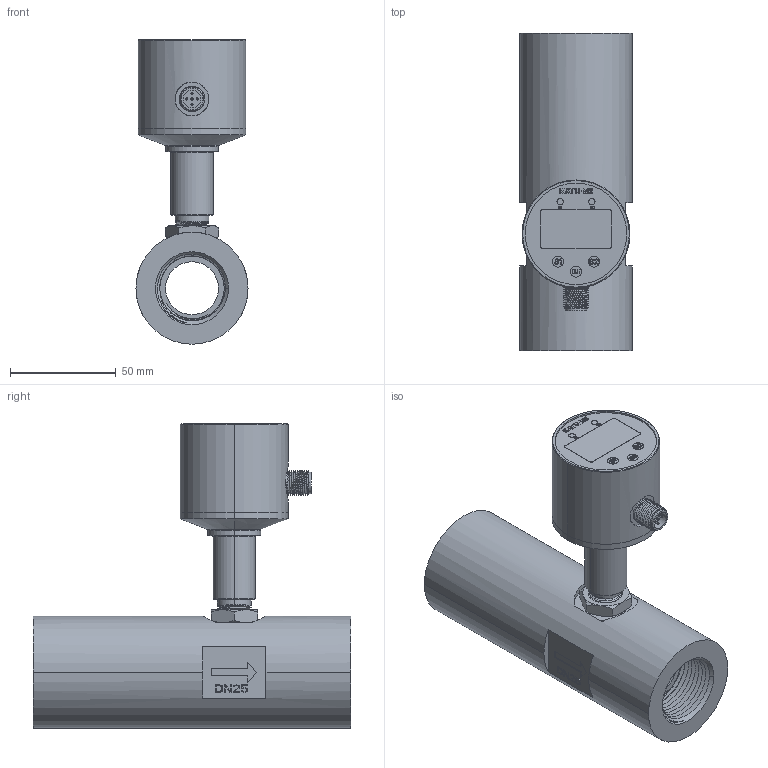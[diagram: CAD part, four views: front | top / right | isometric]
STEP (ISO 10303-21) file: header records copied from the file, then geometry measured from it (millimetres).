
FILE_DESCRIPTION (( 'STEP AP214' ), '1' );
FILE_NAME ('FM120-025-K.STEP', '2021-07-30T06:24:37', ( '' ), ( '' ), 'SwSTEP 2.0', 'SolidWorks 2018', '' );
FILE_SCHEMA (( 'AUTOMOTIVE_DESIGN' ));
Length unit declared in the file: millimetre
Products named in the file (14): FM120-025-K; FM120-BT-3D-20210729_ASM_1_1_ASM.stp; DN25-G1K-L150_1.stp; FM120-025-K.stp; FM120-02-20210510_1_1.stp; FS210-M12-5_1_1.stp; FM120-01-3D_1_1.stp; FM120-01ASM-3D_ASM_1_1_ASM.stp; FM120-01ASM-01-03-3D_1_1.stp; FM120-ASM-01-3D_ASM_1_1_ASM.stp; FM120-01ASM-01-02-3D_1_1.stp; FM120-01ASM-01-01-3D_1_1.stp; M12X1-5_ASM_1_1_ASM.stp; HSHSM-5_1_1.stp
Assembly tree (13 placements, depth 6):
  FM120-025-K
    FM120-025-K.stp
      FM120-BT-3D-20210729_ASM_1_1_ASM.stp
        FM120-01ASM-3D_ASM_1_1_ASM.stp
          FM120-ASM-01-3D_ASM_1_1_ASM.stp
            FM120-01ASM-01-01-3D_1_1.stp
            FM120-01ASM-01-02-3D_1_1.stp
          M12X1-5_ASM_1_1_ASM.stp
            FS210-M12-5_1_1.stp
            HSHSM-5_1_1.stp
          FM120-01ASM-01-03-3D_1_1.stp
        FM120-01-3D_1_1.stp
        FM120-02-20210510_1_1.stp
      DN25-G1K-L150_1.stp
Bounding box: 53 x 150 x 144 mm (x, y, z)
Volume: 349495.6 mm3; surface area: 75347.3 mm2
Topology: 8 solids, 8 shells, 835 faces, 2309 edges, 1535 vertices
Faces by surface type: plane 602, cylinder 114, bspline 49, cone 44, sphere 20, torus 6
Entity records: 40862 total; most frequent: CARTESIAN_POINT 19769, ORIENTED_EDGE 4538, DIRECTION 3817, EDGE_CURVE 2269, VECTOR 1669, LINE 1669, VERTEX_POINT 1515, AXIS2_PLACEMENT_3D 1074
